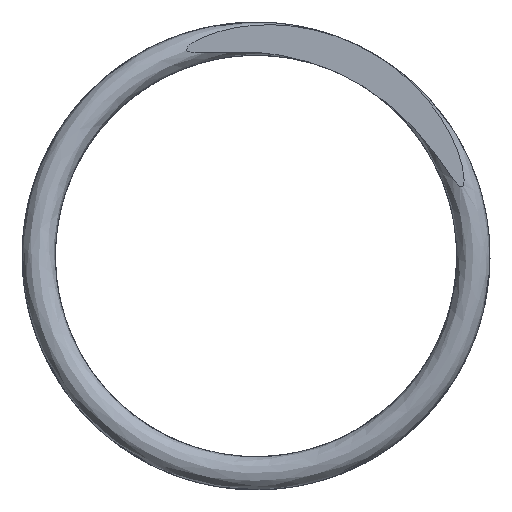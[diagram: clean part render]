
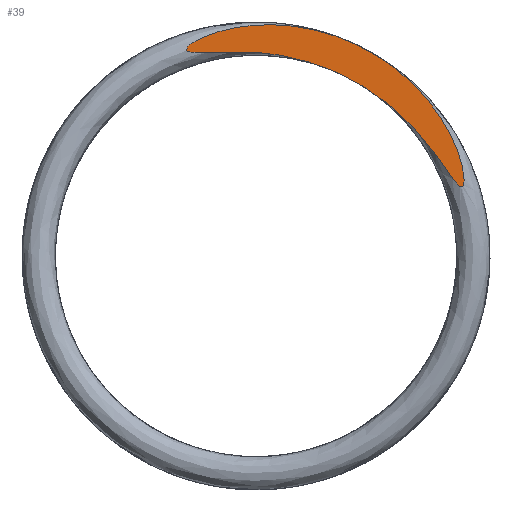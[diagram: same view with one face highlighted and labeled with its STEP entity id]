
A CAD part, left-side view. The second image highlights one B-rep face of the part: STEP entity #39.
In plain terms, the highlighted planar face has unit normal (-1, 0, 0).
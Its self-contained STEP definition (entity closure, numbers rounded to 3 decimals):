
#17=FACE_OUTER_BOUND('',#20,.T.);
#20=EDGE_LOOP('',(#31));
#23=B_SPLINE_CURVE_WITH_KNOTS('',3,(#108,#109,#110,#111,#112,#113,#114,
#115,#116,#117,#118,#119,#120,#121,#122,#123,#124,#125,#126,#127,#128,#129,
#130,#131,#132,#133,#134,#135,#136,#137,#138,#139,#140,#141,#142,#143,#144,
#145,#146,#147,#148,#149,#150,#151,#152,#153,#154,#155,#156,#157,#158,#159,
#160,#161),.UNSPECIFIED.,.T.,.F.,(4,2,2,2,2,2,2,2,2,2,2,2,2,2,2,2,2,2,2,
2,2,2,2,2,2,2,4),(-1.875,-1.691,-1.557,
-1.526,-1.514,-1.508,-1.504,
-1.5,-1.494,-1.484,-1.444,
-1.253,-1.037,-0.822,-0.607,
-0.404,-0.312,-0.283,-0.272,
-0.266,-0.262,-0.258,-0.251,
-0.236,-0.208,-0.107,0.),
 .UNSPECIFIED.);
#26=VERTEX_POINT('',#107);
#28=EDGE_CURVE('',#26,#26,#23,.T.);
#31=ORIENTED_EDGE('',*,*,#28,.F.);
#37=PLANE('',#44);
#39=ADVANCED_FACE('',(#17),#37,.F.);
#44=AXIS2_PLACEMENT_3D('',#106,#49,#50);
#49=DIRECTION('center_axis',(1.,0.,0.));
#50=DIRECTION('ref_axis',(0.,1.,0.));
#106=CARTESIAN_POINT('Origin',(-28.853,-7.613,0.));
#107=CARTESIAN_POINT('',(-28.853,-3.08,1.037));
#108=CARTESIAN_POINT('Ctrl Pts',(-28.853,-1.124,2.783));
#109=CARTESIAN_POINT('Ctrl Pts',(-28.853,-0.557,3.019));
#110=CARTESIAN_POINT('Ctrl Pts',(-28.853,-0.039,3.058));
#111=CARTESIAN_POINT('Ctrl Pts',(-28.853,0.571,3.061));
#112=CARTESIAN_POINT('Ctrl Pts',(-28.853,0.781,3.04));
#113=CARTESIAN_POINT('Ctrl Pts',(-28.853,0.941,3.045));
#114=CARTESIAN_POINT('Ctrl Pts',(-28.853,0.972,3.047));
#115=CARTESIAN_POINT('Ctrl Pts',(-28.853,1.005,3.055));
#116=CARTESIAN_POINT('Ctrl Pts',(-28.853,1.014,3.058));
#117=CARTESIAN_POINT('Ctrl Pts',(-28.853,1.025,3.065));
#118=CARTESIAN_POINT('Ctrl Pts',(-28.853,1.029,3.068));
#119=CARTESIAN_POINT('Ctrl Pts',(-28.853,1.034,3.073));
#120=CARTESIAN_POINT('Ctrl Pts',(-28.853,1.036,3.076));
#121=CARTESIAN_POINT('Ctrl Pts',(-28.853,1.038,3.083));
#122=CARTESIAN_POINT('Ctrl Pts',(-28.853,1.039,3.086));
#123=CARTESIAN_POINT('Ctrl Pts',(-28.853,1.038,3.094));
#124=CARTESIAN_POINT('Ctrl Pts',(-28.853,1.037,3.099));
#125=CARTESIAN_POINT('Ctrl Pts',(-28.853,1.031,3.112));
#126=CARTESIAN_POINT('Ctrl Pts',(-28.853,1.026,3.119));
#127=CARTESIAN_POINT('Ctrl Pts',(-28.853,0.996,3.155));
#128=CARTESIAN_POINT('Ctrl Pts',(-28.853,0.953,3.183));
#129=CARTESIAN_POINT('Ctrl Pts',(-28.853,0.824,3.264));
#130=CARTESIAN_POINT('Ctrl Pts',(-28.853,0.636,3.346));
#131=CARTESIAN_POINT('Ctrl Pts',(-28.853,0.085,3.463));
#132=CARTESIAN_POINT('Ctrl Pts',(-28.853,-0.268,3.484));
#133=CARTESIAN_POINT('Ctrl Pts',(-28.853,-1.046,3.361));
#134=CARTESIAN_POINT('Ctrl Pts',(-28.853,-1.43,3.224));
#135=CARTESIAN_POINT('Ctrl Pts',(-28.853,-2.133,2.799));
#136=CARTESIAN_POINT('Ctrl Pts',(-28.853,-2.435,2.522));
#137=CARTESIAN_POINT('Ctrl Pts',(-28.853,-2.887,1.906));
#138=CARTESIAN_POINT('Ctrl Pts',(-28.853,-3.015,1.61));
#139=CARTESIAN_POINT('Ctrl Pts',(-28.853,-3.099,1.287));
#140=CARTESIAN_POINT('Ctrl Pts',(-28.853,-3.112,1.2));
#141=CARTESIAN_POINT('Ctrl Pts',(-28.853,-3.112,1.117));
#142=CARTESIAN_POINT('Ctrl Pts',(-28.853,-3.111,1.093));
#143=CARTESIAN_POINT('Ctrl Pts',(-28.853,-3.103,1.066));
#144=CARTESIAN_POINT('Ctrl Pts',(-28.853,-3.101,1.058));
#145=CARTESIAN_POINT('Ctrl Pts',(-28.853,-3.094,1.048));
#146=CARTESIAN_POINT('Ctrl Pts',(-28.853,-3.092,1.044));
#147=CARTESIAN_POINT('Ctrl Pts',(-28.853,-3.086,1.04));
#148=CARTESIAN_POINT('Ctrl Pts',(-28.853,-3.083,1.038));
#149=CARTESIAN_POINT('Ctrl Pts',(-28.853,-3.077,1.036));
#150=CARTESIAN_POINT('Ctrl Pts',(-28.853,-3.073,1.036));
#151=CARTESIAN_POINT('Ctrl Pts',(-28.853,-3.064,1.036));
#152=CARTESIAN_POINT('Ctrl Pts',(-28.853,-3.059,1.038));
#153=CARTESIAN_POINT('Ctrl Pts',(-28.853,-3.042,1.046));
#154=CARTESIAN_POINT('Ctrl Pts',(-28.853,-3.029,1.057));
#155=CARTESIAN_POINT('Ctrl Pts',(-28.853,-2.987,1.098));
#156=CARTESIAN_POINT('Ctrl Pts',(-28.853,-2.955,1.14));
#157=CARTESIAN_POINT('Ctrl Pts',(-28.853,-2.783,1.381));
#158=CARTESIAN_POINT('Ctrl Pts',(-28.853,-2.579,1.713));
#159=CARTESIAN_POINT('Ctrl Pts',(-28.853,-1.842,2.425));
#160=CARTESIAN_POINT('Ctrl Pts',(-28.853,-1.452,2.646));
#161=CARTESIAN_POINT('Ctrl Pts',(-28.853,-1.124,2.783));
